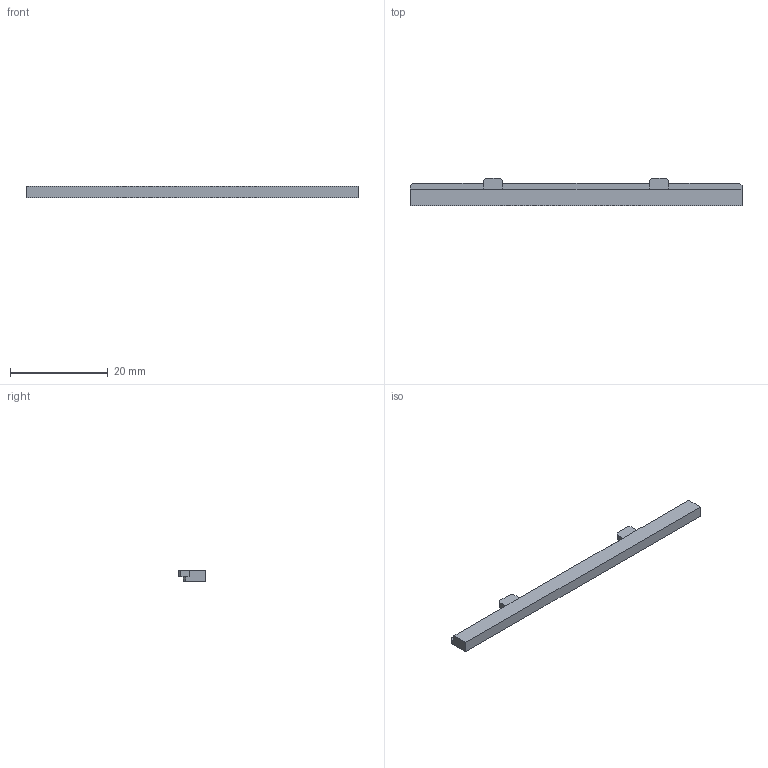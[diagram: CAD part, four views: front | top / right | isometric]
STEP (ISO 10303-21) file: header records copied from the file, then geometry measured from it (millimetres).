
FILE_DESCRIPTION(('FreeCAD Model'),'2;1');
FILE_NAME('Open CASCADE Shape Model','2024-07-24T23:01:33',('Author'),( ''),'Open CASCADE STEP processor 7.7','FreeCAD','Unknown');
FILE_SCHEMA(('AUTOMOTIVE_DESIGN { 1 0 10303 214 1 1 1 1 }'));
Length unit declared in the file: millimetre
Products named in the file (1): Medium Side Rail
Bounding box: 68 x 5.6 x 2.3 mm (x, y, z)
Volume: 635.3 mm3; surface area: 980.3 mm2
Topology: 1 solids, 1 shells, 28 faces, 70 edges, 44 vertices
Faces by surface type: plane 28
Entity records: 832 total; most frequent: CARTESIAN_POINT 143, ORIENTED_EDGE 140, DIRECTION 128, EDGE_CURVE 70, LINE 70, VECTOR 70, VERTEX_POINT 44, AXIS2_PLACEMENT_3D 29
